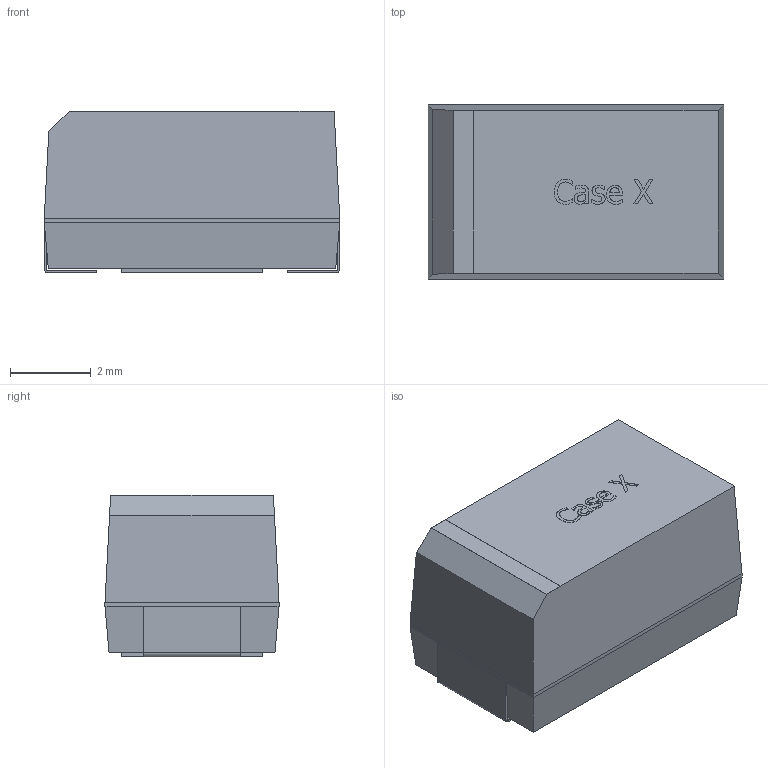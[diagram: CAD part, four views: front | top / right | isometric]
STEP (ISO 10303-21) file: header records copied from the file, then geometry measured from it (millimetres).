
FILE_DESCRIPTION(('FreeCAD Model'),'2;1');
FILE_NAME('PT-CAP-X-CASE.step','2016-04-05T19:12:54',( 'Author'),(''),'Open CASCADE STEP processor 6.8','FreeCAD','Unknown' );
FILE_SCHEMA(('AUTOMOTIVE_DESIGN_CC2 { 1 2 10303 214 -1 1 5 4 }'));
Length unit declared in the file: millimetre
Products named in the file (1): PT-CAP-X-CASE
Bounding box: 7.3 x 4.3 x 4 mm (x, y, z)
Volume: 118.2 mm3; surface area: 165.1 mm2
Topology: 1 solids, 1 shells, 144 faces, 386 edges, 252 vertices
Faces by surface type: plane 78, bspline 62, cylinder 4
Entity records: 16734 total; most frequent: CARTESIAN_POINT 9105, DIRECTION 804, ORIENTED_EDGE 772, PCURVE 772, DEFINITIONAL_REPRESENTATION 772, LINE 618, VECTOR 618, B_SPLINE_CURVE_WITH_KNOTS 524
